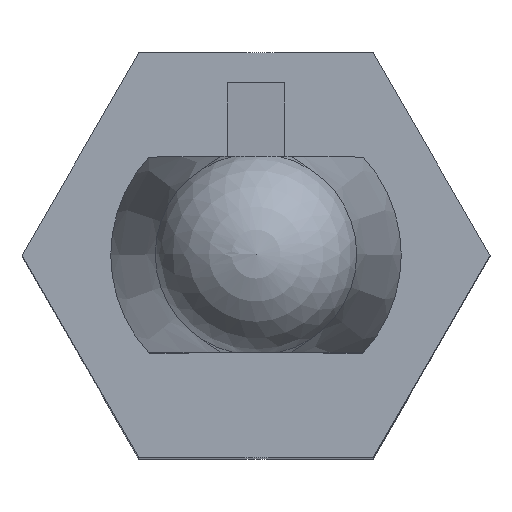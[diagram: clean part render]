
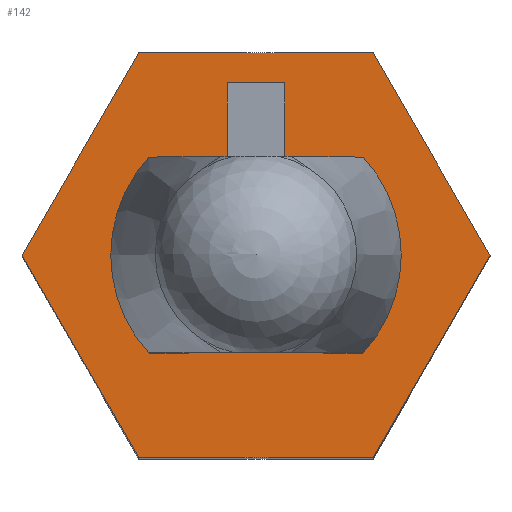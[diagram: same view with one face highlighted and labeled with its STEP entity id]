
A CAD part, top view. The second image highlights one B-rep face of the part: STEP entity #142.
In plain terms, the highlighted planar face has unit normal (0, 0, 1).
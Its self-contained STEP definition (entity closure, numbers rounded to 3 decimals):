
#142 = ADVANCED_FACE( '', ( #285, #286, #287 ), #288, .F. );
#285 = FACE_BOUND( '', #421, .T. );
#286 = FACE_BOUND( '', #422, .T. );
#287 = FACE_OUTER_BOUND( '', #423, .T. );
#288 = PLANE( '', #424 );
#421 = EDGE_LOOP( '', ( #763, #764, #765, #766 ) );
#422 = EDGE_LOOP( '', ( #767, #768, #769, #770 ) );
#423 = EDGE_LOOP( '', ( #771, #772, #773, #774, #775, #776 ) );
#424 = AXIS2_PLACEMENT_3D( '', #777, #778, #779 );
#763 = ORIENTED_EDGE( '', *, *, #872, .T. );
#764 = ORIENTED_EDGE( '', *, *, #891, .T. );
#765 = ORIENTED_EDGE( '', *, *, #908, .T. );
#766 = ORIENTED_EDGE( '', *, *, #845, .T. );
#767 = ORIENTED_EDGE( '', *, *, #850, .T. );
#768 = ORIENTED_EDGE( '', *, *, #907, .T. );
#769 = ORIENTED_EDGE( '', *, *, #914, .F. );
#770 = ORIENTED_EDGE( '', *, *, #867, .T. );
#771 = ORIENTED_EDGE( '', *, *, #805, .F. );
#772 = ORIENTED_EDGE( '', *, *, #876, .F. );
#773 = ORIENTED_EDGE( '', *, *, #901, .F. );
#774 = ORIENTED_EDGE( '', *, *, #903, .F. );
#775 = ORIENTED_EDGE( '', *, *, #864, .F. );
#776 = ORIENTED_EDGE( '', *, *, #910, .F. );
#777 = CARTESIAN_POINT( '', ( 0., 0., 12. ) );
#778 = DIRECTION( '', ( 0., 0., -1. ) );
#779 = DIRECTION( '', ( -1., 0., 0. ) );
#805 = EDGE_CURVE( '', #959, #961, #962, .T. );
#845 = EDGE_CURVE( '', #1026, #1027, #1028, .T. );
#850 = EDGE_CURVE( '', #1034, #1032, #1035, .T. );
#864 = EDGE_CURVE( '', #1050, #1052, #1053, .T. );
#867 = EDGE_CURVE( '', #1056, #1034, #1057, .T. );
#872 = EDGE_CURVE( '', #1027, #1062, #1064, .T. );
#876 = EDGE_CURVE( '', #1067, #959, #1069, .T. );
#891 = EDGE_CURVE( '', #1062, #1085, #1087, .T. );
#901 = EDGE_CURVE( '', #1096, #1067, #1098, .T. );
#903 = EDGE_CURVE( '', #1052, #1096, #1100, .T. );
#907 = EDGE_CURVE( '', #1032, #1103, #1105, .T. );
#908 = EDGE_CURVE( '', #1085, #1026, #1106, .T. );
#910 = EDGE_CURVE( '', #961, #1050, #1108, .T. );
#914 = EDGE_CURVE( '', #1056, #1103, #1113, .T. );
#959 = VERTEX_POINT( '', #1173 );
#961 = VERTEX_POINT( '', #1176 );
#962 = LINE( '', #1177, #1178 );
#1026 = VERTEX_POINT( '', #1301 );
#1027 = VERTEX_POINT( '', #1302 );
#1028 = CIRCLE( '', #1303, 2. );
#1032 = VERTEX_POINT( '', #1313 );
#1034 = VERTEX_POINT( '', #1318 );
#1035 = CIRCLE( '', #1319, 2. );
#1050 = VERTEX_POINT( '', #1342 );
#1052 = VERTEX_POINT( '', #1345 );
#1053 = LINE( '', #1346, #1347 );
#1056 = VERTEX_POINT( '', #1351 );
#1057 = LINE( '', #1352, #1353 );
#1062 = VERTEX_POINT( '', #1361 );
#1064 = LINE( '', #1364, #1365 );
#1067 = VERTEX_POINT( '', #1368 );
#1069 = LINE( '', #1371, #1372 );
#1085 = VERTEX_POINT( '', #1392 );
#1087 = LINE( '', #1395, #1396 );
#1096 = VERTEX_POINT( '', #1407 );
#1098 = LINE( '', #1410, #1411 );
#1100 = LINE( '', #1413, #1414 );
#1103 = VERTEX_POINT( '', #1418 );
#1105 = LINE( '', #1421, #1422 );
#1106 = LINE( '', #1423, #1424 );
#1108 = LINE( '', #1426, #1427 );
#1113 = LINE( '', #1432, #1433 );
#1173 = CARTESIAN_POINT( '', ( 3.464, 0., 12. ) );
#1176 = CARTESIAN_POINT( '', ( 1.732, -3., 12. ) );
#1177 = CARTESIAN_POINT( '', ( 3.464, 0., 12. ) );
#1178 = VECTOR( '', #1462, 1000. );
#1301 = CARTESIAN_POINT( '', ( 1.377, 1.45, 12. ) );
#1302 = CARTESIAN_POINT( '', ( 1.377, -1.45, 12. ) );
#1303 = AXIS2_PLACEMENT_3D( '', #1511, #1512, #1513 );
#1313 = CARTESIAN_POINT( '', ( -1.377, 1.45, 12. ) );
#1318 = CARTESIAN_POINT( '', ( -1.377, -1.45, 12. ) );
#1319 = AXIS2_PLACEMENT_3D( '', #1514, #1515, #1516 );
#1342 = CARTESIAN_POINT( '', ( -1.732, -3., 12. ) );
#1345 = CARTESIAN_POINT( '', ( -3.464, 0., 12. ) );
#1346 = CARTESIAN_POINT( '', ( -3.464, 0., 12. ) );
#1347 = VECTOR( '', #1526, 1000. );
#1351 = CARTESIAN_POINT( '', ( -1., -1.45, 12. ) );
#1352 = CARTESIAN_POINT( '', ( 2.15, -1.45, 12. ) );
#1353 = VECTOR( '', #1528, 1000. );
#1361 = CARTESIAN_POINT( '', ( 1., -1.45, 12. ) );
#1364 = CARTESIAN_POINT( '', ( 2.15, -1.45, 12. ) );
#1365 = VECTOR( '', #1533, 1000. );
#1368 = CARTESIAN_POINT( '', ( 1.732, 3., 12. ) );
#1371 = CARTESIAN_POINT( '', ( 1.732, 3., 12. ) );
#1372 = VECTOR( '', #1538, 1000. );
#1392 = CARTESIAN_POINT( '', ( 1., 1.45, 12. ) );
#1395 = CARTESIAN_POINT( '', ( 1., -1.45, 12. ) );
#1396 = VECTOR( '', #1553, 1000. );
#1407 = CARTESIAN_POINT( '', ( -1.732, 3., 12. ) );
#1410 = CARTESIAN_POINT( '', ( -1.732, 3., 12. ) );
#1411 = VECTOR( '', #1560, 1000. );
#1413 = CARTESIAN_POINT( '', ( -1.732, 3., 12. ) );
#1414 = VECTOR( '', #1561, 1000. );
#1418 = CARTESIAN_POINT( '', ( -1., 1.45, 12. ) );
#1421 = CARTESIAN_POINT( '', ( -2.15, 1.45, 12. ) );
#1422 = VECTOR( '', #1564, 1000. );
#1423 = CARTESIAN_POINT( '', ( -2.15, 1.45, 12. ) );
#1424 = VECTOR( '', #1565, 1000. );
#1426 = CARTESIAN_POINT( '', ( 1.732, -3., 12. ) );
#1427 = VECTOR( '', #1566, 1000. );
#1432 = CARTESIAN_POINT( '', ( -1., -1.45, 12. ) );
#1433 = VECTOR( '', #1570, 1000. );
#1462 = DIRECTION( '', ( -0.5, -0.866, 0. ) );
#1511 = CARTESIAN_POINT( '', ( 0., 0., 12. ) );
#1512 = DIRECTION( '', ( 0., 0., -1. ) );
#1513 = DIRECTION( '', ( -1., 0., 0. ) );
#1514 = CARTESIAN_POINT( '', ( 0., 0., 12. ) );
#1515 = DIRECTION( '', ( 0., 0., -1. ) );
#1516 = DIRECTION( '', ( -1., 0., 0. ) );
#1526 = DIRECTION( '', ( -0.5, 0.866, 0. ) );
#1528 = DIRECTION( '', ( -1., 0., 0. ) );
#1533 = DIRECTION( '', ( -1., 0., 0. ) );
#1538 = DIRECTION( '', ( 0.5, -0.866, 0. ) );
#1553 = DIRECTION( '', ( 0., 1., 0. ) );
#1560 = DIRECTION( '', ( 1., 0., 0. ) );
#1561 = DIRECTION( '', ( 0.5, 0.866, 0. ) );
#1564 = DIRECTION( '', ( 1., 0., 0. ) );
#1565 = DIRECTION( '', ( 1., 0., 0. ) );
#1566 = DIRECTION( '', ( -1., 0., 0. ) );
#1570 = DIRECTION( '', ( 0., 1., 0. ) );
